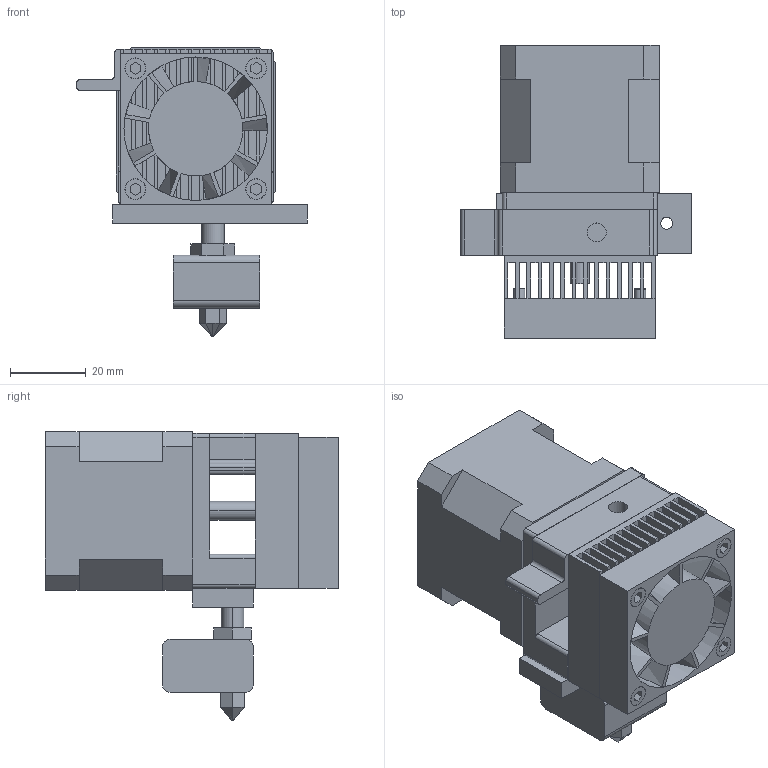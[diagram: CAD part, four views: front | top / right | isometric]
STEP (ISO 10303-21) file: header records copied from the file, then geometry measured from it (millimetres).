
FILE_DESCRIPTION (( 'STEP AP203' ), '1' );
FILE_NAME ('mk8_o similar.STEP', '2015-10-27T12:22:24', ( '' ), ( '' ), 'SwSTEP 2.0', 'SolidWorks 2014', '' );
FILE_SCHEMA (( 'CONFIG_CONTROL_DESIGN' ));
Length unit declared in the file: millimetre
Products named in the file (1): mk8_o similar
Bounding box: 61.02 x 77.6 x 76.5 mm (x, y, z)
Volume: 115387.2 mm3; surface area: 46627.2 mm2
Topology: 14 solids, 14 shells, 306 faces, 765 edges, 508 vertices
Faces by surface type: plane 189, cylinder 82, bspline 35
Entity records: 9230 total; most frequent: CARTESIAN_POINT 1822, ORIENTED_EDGE 1530, DIRECTION 1445, EDGE_CURVE 765, LINE 575, VECTOR 575, VERTEX_POINT 508, AXIS2_PLACEMENT_3D 435
